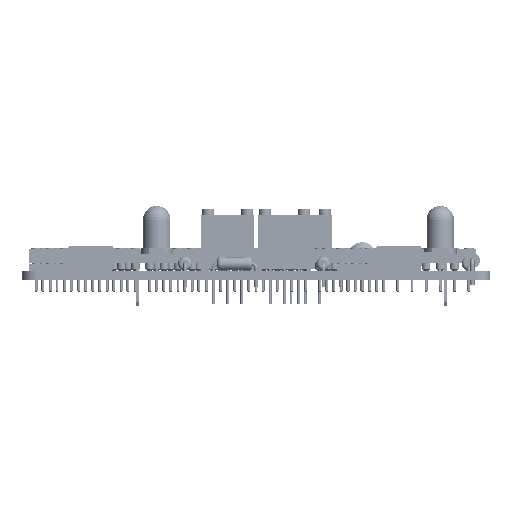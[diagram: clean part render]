
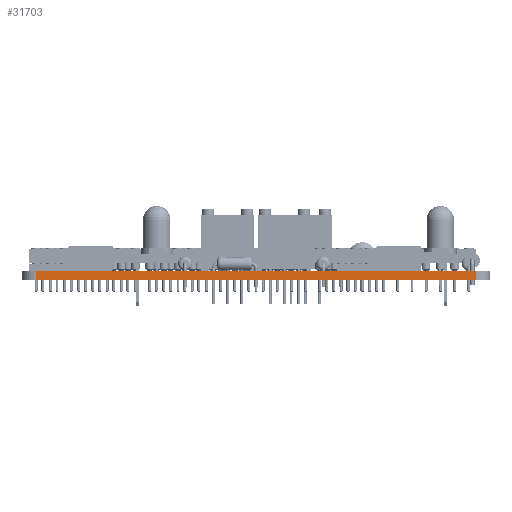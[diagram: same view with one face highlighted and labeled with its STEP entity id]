
A CAD part, left-side view. The second image highlights one B-rep face of the part: STEP entity #31703.
In plain terms, the highlighted planar face has unit normal (-1, 0, 0).
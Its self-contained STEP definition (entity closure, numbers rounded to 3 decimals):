
#24615 = VERTEX_POINT('',#24616);
#24616 = CARTESIAN_POINT('',(-74.295,-39.37,0.));
#24623 = EDGE_CURVE('',#24615,#24624,#24626,.T.);
#24624 = VERTEX_POINT('',#24625);
#24625 = CARTESIAN_POINT('',(-74.295,39.37,0.));
#24626 = LINE('',#24627,#24628);
#24627 = CARTESIAN_POINT('',(-74.295,-39.37,0.));
#24628 = VECTOR('',#24629,1.);
#24629 = DIRECTION('',(0.,1.,0.));
#28154 = VERTEX_POINT('',#28155);
#28155 = CARTESIAN_POINT('',(-74.295,-39.37,1.6));
#28162 = EDGE_CURVE('',#28154,#28163,#28165,.T.);
#28163 = VERTEX_POINT('',#28164);
#28164 = CARTESIAN_POINT('',(-74.295,39.37,1.6));
#28165 = LINE('',#28166,#28167);
#28166 = CARTESIAN_POINT('',(-74.295,-39.37,1.6));
#28167 = VECTOR('',#28168,1.);
#28168 = DIRECTION('',(0.,1.,0.));
#31673 = EDGE_CURVE('',#24624,#28163,#31674,.T.);
#31674 = LINE('',#31675,#31676);
#31675 = CARTESIAN_POINT('',(-74.295,39.37,0.));
#31676 = VECTOR('',#31677,1.);
#31677 = DIRECTION('',(0.,0.,1.));
#31703 = ADVANCED_FACE('',(#31704),#31715,.T.);
#31704 = FACE_BOUND('',#31705,.T.);
#31705 = EDGE_LOOP('',(#31706,#31712,#31713,#31714));
#31706 = ORIENTED_EDGE('',*,*,#31707,.T.);
#31707 = EDGE_CURVE('',#24615,#28154,#31708,.T.);
#31708 = LINE('',#31709,#31710);
#31709 = CARTESIAN_POINT('',(-74.295,-39.37,0.));
#31710 = VECTOR('',#31711,1.);
#31711 = DIRECTION('',(0.,0.,1.));
#31712 = ORIENTED_EDGE('',*,*,#28162,.T.);
#31713 = ORIENTED_EDGE('',*,*,#31673,.F.);
#31714 = ORIENTED_EDGE('',*,*,#24623,.F.);
#31715 = PLANE('',#31716);
#31716 = AXIS2_PLACEMENT_3D('',#31717,#31718,#31719);
#31717 = CARTESIAN_POINT('',(-74.295,-39.37,0.));
#31718 = DIRECTION('',(-1.,0.,0.));
#31719 = DIRECTION('',(0.,1.,0.));
